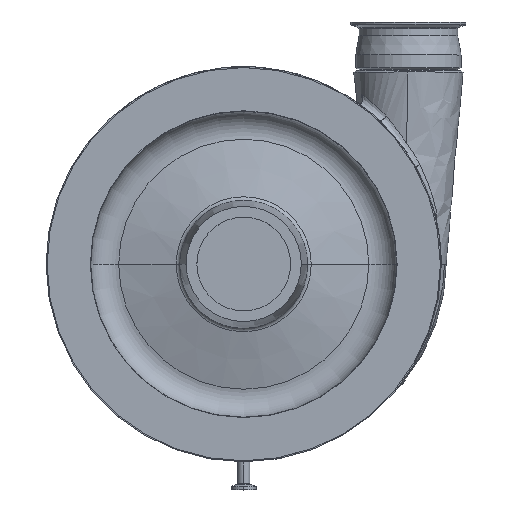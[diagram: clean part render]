
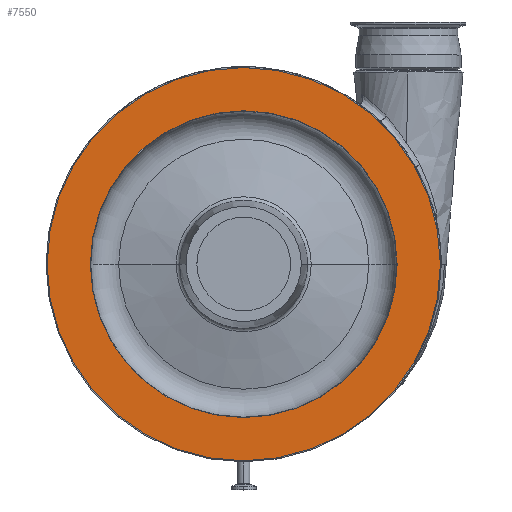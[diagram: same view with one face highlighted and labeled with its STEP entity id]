
A CAD part, top view. The second image highlights one B-rep face of the part: STEP entity #7550.
In plain terms, the highlighted planar face has unit normal (0, 0, 1).
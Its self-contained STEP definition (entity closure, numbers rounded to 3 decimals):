
#472 = AXIS2_PLACEMENT_3D ( 'NONE', #5602, #8343, #7342 ) ;
#536 = DIRECTION ( 'NONE',  ( 0., 0., -1. ) ) ;
#667 = ORIENTED_EDGE ( 'NONE', *, *, #4112, .T. ) ;
#1081 = FACE_OUTER_BOUND ( 'NONE', #7282, .T. ) ;
#1152 = CARTESIAN_POINT ( 'NONE',  ( 0., 158.354, 271. ) ) ;
#2266 = CARTESIAN_POINT ( 'NONE',  ( 158.354, 0., 271. ) ) ;
#2383 = VERTEX_POINT ( 'NONE', #2266 ) ;
#2611 = AXIS2_PLACEMENT_3D ( 'NONE', #3620, #536, #10412 ) ;
#3243 = DIRECTION ( 'NONE',  ( 1., 0., 0. ) ) ;
#3386 = AXIS2_PLACEMENT_3D ( 'NONE', #3479, #7489, #9429 ) ;
#3479 = CARTESIAN_POINT ( 'NONE',  ( 0., 0., 271. ) ) ;
#3549 = EDGE_CURVE ( 'NONE', #9351, #4780, #9051, .T. ) ;
#3620 = CARTESIAN_POINT ( 'NONE',  ( 0., 0., 271. ) ) ;
#4112 = EDGE_CURVE ( 'NONE', #2383, #10806, #7377, .T. ) ;
#4124 = EDGE_CURVE ( 'NONE', #10806, #2383, #6749, .T. ) ;
#4144 = CARTESIAN_POINT ( 'NONE',  ( 0., 0., 271. ) ) ;
#4780 = VERTEX_POINT ( 'NONE', #10700 ) ;
#5602 = CARTESIAN_POINT ( 'NONE',  ( 0., 0., 271. ) ) ;
#5992 = CARTESIAN_POINT ( 'NONE',  ( -158.354, 0., 271. ) ) ;
#6000 = PLANE ( 'NONE',  #8067 ) ;
#6196 = ORIENTED_EDGE ( 'NONE', *, *, #7812, .F. ) ;
#6749 = CIRCLE ( 'NONE', #472, 158.354 ) ;
#7282 = EDGE_LOOP ( 'NONE', ( #6196, #10426 ) ) ;
#7342 = DIRECTION ( 'NONE',  ( -1., 0., 0. ) ) ;
#7377 = CIRCLE ( 'NONE', #9675, 158.354 ) ;
#7489 = DIRECTION ( 'NONE',  ( 0., 0., -1. ) ) ;
#7550 = ADVANCED_FACE ( 'NONE', ( #11880, #1081 ), #6000, .T. ) ;
#7812 = EDGE_CURVE ( 'NONE', #4780, #9351, #12616, .T. ) ;
#7928 = EDGE_LOOP ( 'NONE', ( #9156, #667 ) ) ;
#8067 = AXIS2_PLACEMENT_3D ( 'NONE', #1152, #8175, #3243 ) ;
#8149 = DIRECTION ( 'NONE',  ( 0., 0., -1. ) ) ;
#8175 = DIRECTION ( 'NONE',  ( 0., 0., 1. ) ) ;
#8343 = DIRECTION ( 'NONE',  ( 0., 0., -1. ) ) ;
#8853 = CARTESIAN_POINT ( 'NONE',  ( 203., 0., 271. ) ) ;
#9051 = CIRCLE ( 'NONE', #3386, 203. ) ;
#9156 = ORIENTED_EDGE ( 'NONE', *, *, #4124, .T. ) ;
#9351 = VERTEX_POINT ( 'NONE', #8853 ) ;
#9429 = DIRECTION ( 'NONE',  ( -1., 0., 0. ) ) ;
#9675 = AXIS2_PLACEMENT_3D ( 'NONE', #4144, #8149, #10571 ) ;
#10412 = DIRECTION ( 'NONE',  ( -1., 0., 0. ) ) ;
#10426 = ORIENTED_EDGE ( 'NONE', *, *, #3549, .F. ) ;
#10571 = DIRECTION ( 'NONE',  ( -1., 0., 0. ) ) ;
#10700 = CARTESIAN_POINT ( 'NONE',  ( -203., 0., 271. ) ) ;
#10806 = VERTEX_POINT ( 'NONE', #5992 ) ;
#11880 = FACE_BOUND ( 'NONE', #7928, .T. ) ;
#12616 = CIRCLE ( 'NONE', #2611, 203. ) ;
